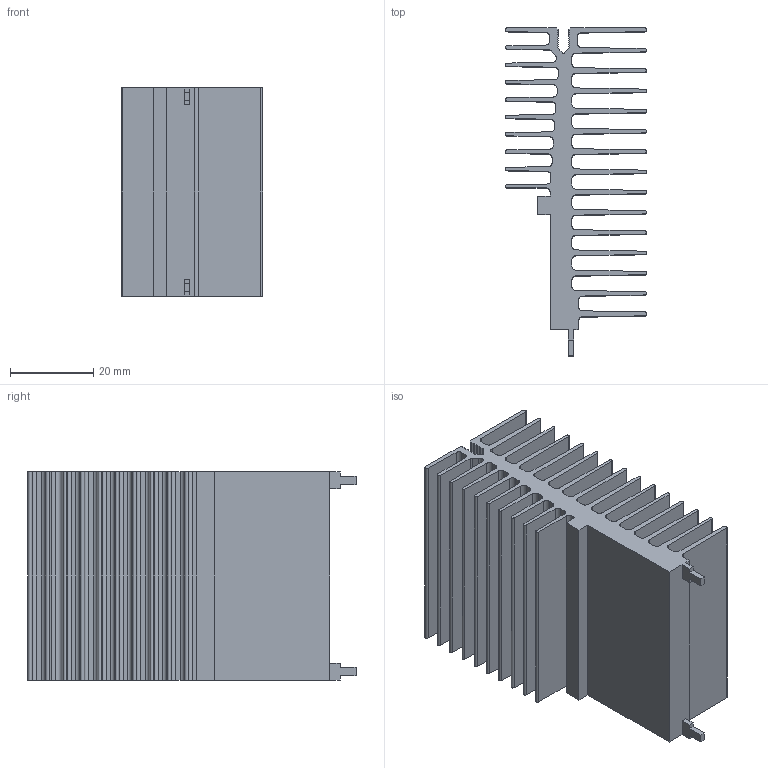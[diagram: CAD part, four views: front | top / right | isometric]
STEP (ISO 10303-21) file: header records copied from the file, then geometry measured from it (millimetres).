
FILE_DESCRIPTION((''),'2;1');
FILE_NAME('OMNI-UNI-34-50','2017-12-05T',('kliu'),(''),'CREO PARAMETRIC BY PTC INC, 2014190','CREO PARAMETRIC BY PTC INC, 2014190','');
FILE_SCHEMA(('CONFIG_CONTROL_DESIGN'));
Length unit declared in the file: millimetre
Products named in the file (1): OMNI-UNI-34-50
Bounding box: 34 x 78.85 x 50 mm (x, y, z)
Volume: 38628.5 mm3; surface area: 46816.7 mm2
Topology: 1 solids, 1 shells, 432 faces, 1239 edges, 826 vertices
Faces by surface type: plane 357, cylinder 74, extrusion 1
Entity records: 14015 total; most frequent: CARTESIAN_POINT 2507, ORIENTED_EDGE 2478, DIRECTION 2248, EDGE_CURVE 1239, VECTOR 1090, LINE 1089, VERTEX_POINT 826, AXIS2_PLACEMENT_3D 579
